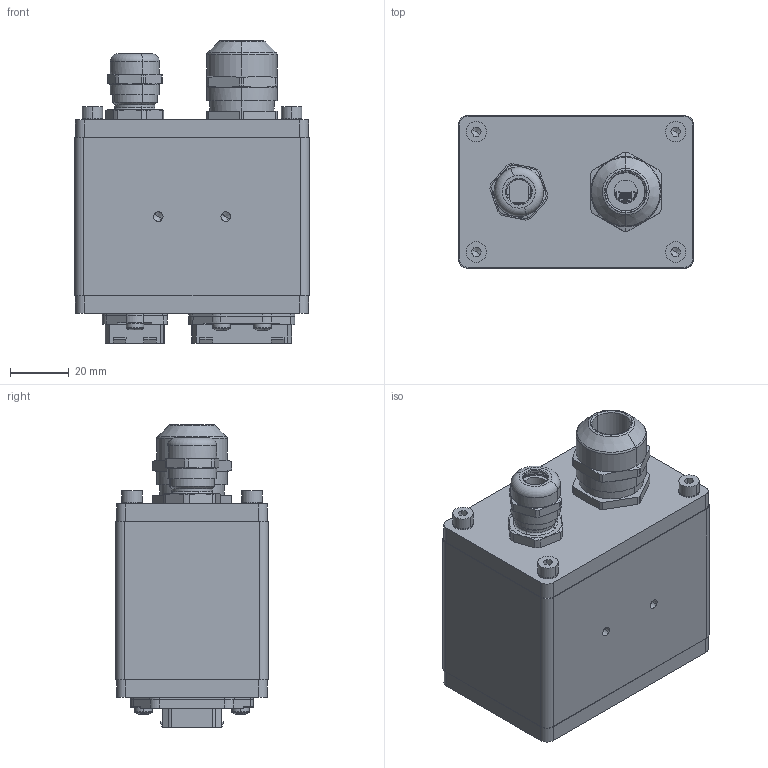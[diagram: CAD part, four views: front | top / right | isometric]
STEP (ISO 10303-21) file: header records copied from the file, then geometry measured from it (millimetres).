
FILE_DESCRIPTION(('CATIA V5 STEP Exchange','CAx-IF Rec.Pracs.--- Model Styling and Organization---1.4--- 2014-01-23'),'2;1');
FILE_NAME ('005443-3_0', '2022-03-02T09:19:06+00:00', ('none'), ('Weidmueller'), 'CATIA Version 5-6 Release 2016 SP3 HF44', 'CATIA V5 STEP AP214', 'none');
FILE_SCHEMA(('AUTOMOTIVE_DESIGN { 1 0 10303 214 1 1 1 1 }'));
Products named in the file (1): 1068830000
Bounding box: 80 x 52 x 103.2 mm (x, y, z)
Volume: 145651.7 mm3; surface area: 110987.5 mm2
Topology: 37 solids, 41 shells, 3336 faces, 8736 edges, 5497 vertices
Faces by surface type: plane 1611, cylinder 985, torus 215, cone 210, bspline 203, sphere 62, revolution 48, extrusion 2
Entity records: 108493 total; most frequent: CARTESIAN_POINT 33610, ORIENTED_EDGE 17304, DIRECTION 12082, EDGE_CURVE 8652, VERTEX_POINT 5497, AXIS2_PLACEMENT_3D 4786, VECTOR 4636, LINE 4634
